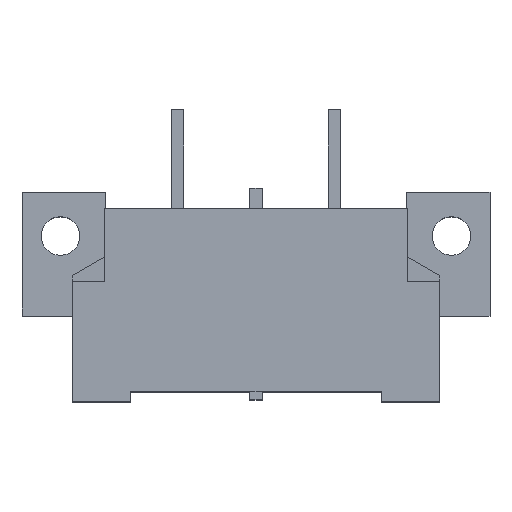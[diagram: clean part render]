
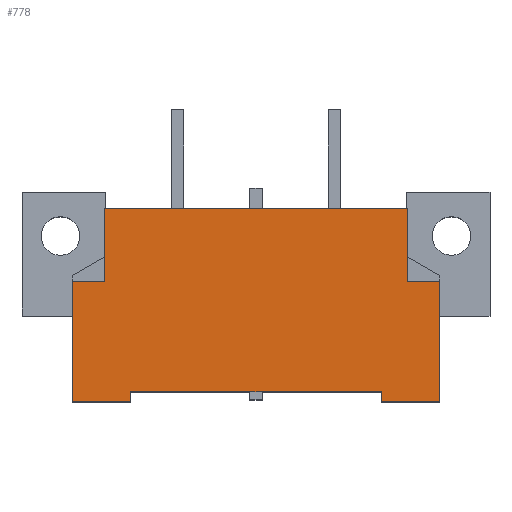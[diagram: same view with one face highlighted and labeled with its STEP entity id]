
A CAD part, top view. The second image highlights one B-rep face of the part: STEP entity #778.
In plain terms, the highlighted planar face has unit normal (0, 0, 1).
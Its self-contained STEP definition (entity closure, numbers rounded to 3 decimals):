
#778=ADVANCED_FACE('',(#1021),#900,.T.);
#900=PLANE('',#3116);
#1021=FACE_OUTER_BOUND('',#1146,.T.);
#1146=EDGE_LOOP('',(#1647,#1648,#1649,#1650,#1651,#1652,#1653,#1654,#1655,
#1656,#1657,#1658));
#1647=ORIENTED_EDGE('',*,*,#2302,.F.);
#1648=ORIENTED_EDGE('',*,*,#2184,.F.);
#1649=ORIENTED_EDGE('',*,*,#2190,.F.);
#1650=ORIENTED_EDGE('',*,*,#2193,.F.);
#1651=ORIENTED_EDGE('',*,*,#2200,.F.);
#1652=ORIENTED_EDGE('',*,*,#2205,.F.);
#1653=ORIENTED_EDGE('',*,*,#2304,.F.);
#1654=ORIENTED_EDGE('',*,*,#2305,.F.);
#1655=ORIENTED_EDGE('',*,*,#2306,.F.);
#1656=ORIENTED_EDGE('',*,*,#2114,.F.);
#1657=ORIENTED_EDGE('',*,*,#2110,.F.);
#1658=ORIENTED_EDGE('',*,*,#2307,.F.);
#1881=VERTEX_POINT('',#3859);
#1882=VERTEX_POINT('',#3861);
#1883=VERTEX_POINT('',#3868);
#1934=VERTEX_POINT('',#4008);
#1935=VERTEX_POINT('',#4010);
#1938=VERTEX_POINT('',#4020);
#1941=VERTEX_POINT('',#4027);
#1943=VERTEX_POINT('',#4039);
#1948=VERTEX_POINT('',#4050);
#2007=VERTEX_POINT('',#4248);
#2008=VERTEX_POINT('',#4252);
#2009=VERTEX_POINT('',#4254);
#2110=EDGE_CURVE('',#1881,#1882,#2432,.T.);
#2114=EDGE_CURVE('',#1882,#1883,#2436,.T.);
#2184=EDGE_CURVE('',#1934,#1935,#2506,.T.);
#2190=EDGE_CURVE('',#1938,#1934,#2512,.T.);
#2193=EDGE_CURVE('',#1941,#1938,#2515,.T.);
#2200=EDGE_CURVE('',#1943,#1941,#2522,.T.);
#2205=EDGE_CURVE('',#1948,#1943,#2527,.T.);
#2302=EDGE_CURVE('',#1935,#2007,#2624,.T.);
#2304=EDGE_CURVE('',#2008,#1948,#2626,.T.);
#2305=EDGE_CURVE('',#2009,#2008,#2627,.T.);
#2306=EDGE_CURVE('',#1883,#2009,#2628,.T.);
#2307=EDGE_CURVE('',#2007,#1881,#2629,.T.);
#2432=LINE('',#3860,#2754);
#2436=LINE('',#3867,#2758);
#2506=LINE('',#4009,#2828);
#2512=LINE('',#4021,#2834);
#2515=LINE('',#4028,#2837);
#2522=LINE('',#4040,#2844);
#2527=LINE('',#4051,#2849);
#2624=LINE('',#4247,#2946);
#2626=LINE('',#4251,#2948);
#2627=LINE('',#4253,#2949);
#2628=LINE('',#4255,#2950);
#2629=LINE('',#4256,#2951);
#2754=VECTOR('',#3261,1.);
#2758=VECTOR('',#3269,1.);
#2828=VECTOR('',#3379,1.);
#2834=VECTOR('',#3389,1.);
#2837=VECTOR('',#3394,1.);
#2844=VECTOR('',#3407,1.);
#2849=VECTOR('',#3414,1.);
#2946=VECTOR('',#3593,1.);
#2948=VECTOR('',#3597,1.);
#2949=VECTOR('',#3598,1.);
#2950=VECTOR('',#3599,1.);
#2951=VECTOR('',#3600,1.);
#3116=AXIS2_PLACEMENT_3D('',#4257,#3601,#3602);
#3261=DIRECTION('',(1.,0.,0.));
#3269=DIRECTION('',(0.,1.,0.));
#3379=DIRECTION('',(0.,-1.,0.));
#3389=DIRECTION('',(-1.,0.,0.));
#3394=DIRECTION('',(0.,1.,0.));
#3407=DIRECTION('',(-1.,0.,0.));
#3414=DIRECTION('',(0.,-1.,0.));
#3593=DIRECTION('',(-1.,0.,0.));
#3597=DIRECTION('',(1.,0.,0.));
#3598=DIRECTION('',(0.,-1.,0.));
#3599=DIRECTION('',(1.,0.,0.));
#3600=DIRECTION('',(0.,1.,0.));
#3601=DIRECTION('',(0.,0.,1.));
#3602=DIRECTION('',(1.,0.,0.));
#3859=CARTESIAN_POINT('',(-11.95,7.83,5.45));
#3860=CARTESIAN_POINT('',(-11.95,7.83,5.45));
#3861=CARTESIAN_POINT('',(-9.85,7.83,5.45));
#3867=CARTESIAN_POINT('',(-9.85,7.83,5.45));
#3868=CARTESIAN_POINT('',(-9.85,12.58,5.45));
#4008=CARTESIAN_POINT('',(-8.15,0.65,5.45));
#4009=CARTESIAN_POINT('',(-8.15,0.65,5.45));
#4010=CARTESIAN_POINT('',(-8.15,0.,5.45));
#4020=CARTESIAN_POINT('',(8.15,0.65,5.45));
#4021=CARTESIAN_POINT('',(8.15,0.65,5.45));
#4027=CARTESIAN_POINT('',(8.15,0.,5.45));
#4028=CARTESIAN_POINT('',(8.15,0.,5.45));
#4039=CARTESIAN_POINT('',(11.95,0.,5.45));
#4040=CARTESIAN_POINT('',(11.95,0.,5.45));
#4050=CARTESIAN_POINT('',(11.95,7.83,5.45));
#4051=CARTESIAN_POINT('',(11.95,7.83,5.45));
#4247=CARTESIAN_POINT('',(-8.15,0.,5.45));
#4248=CARTESIAN_POINT('',(-11.95,0.,5.45));
#4251=CARTESIAN_POINT('',(9.85,7.83,5.45));
#4252=CARTESIAN_POINT('',(9.85,7.83,5.45));
#4253=CARTESIAN_POINT('',(9.85,12.58,5.45));
#4254=CARTESIAN_POINT('',(9.85,12.58,5.45));
#4255=CARTESIAN_POINT('',(-9.85,12.58,5.45));
#4256=CARTESIAN_POINT('',(-11.95,0.,5.45));
#4257=CARTESIAN_POINT('',(-13.145,-0.629,5.45));
